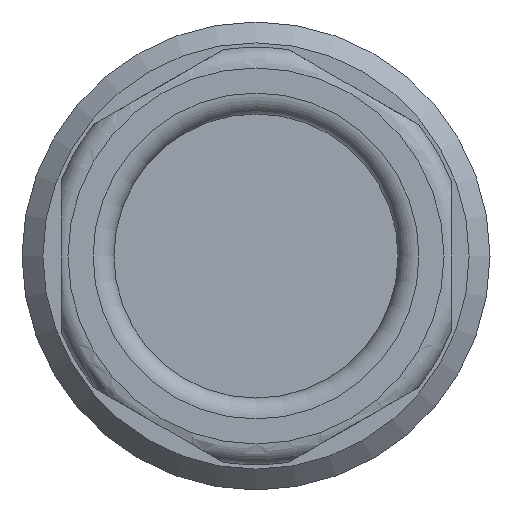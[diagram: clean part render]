
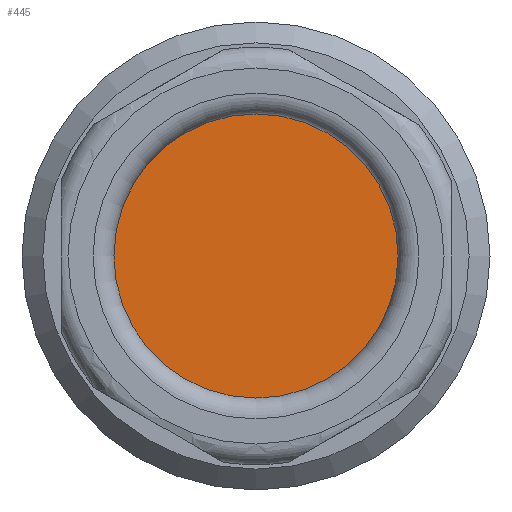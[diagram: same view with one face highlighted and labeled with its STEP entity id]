
A CAD part, left-side view. The second image highlights one B-rep face of the part: STEP entity #445.
In plain terms, the highlighted planar face has unit normal (-1, 0, 0).
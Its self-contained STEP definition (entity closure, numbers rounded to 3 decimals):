
#91=CIRCLE('',#4727,5.1);
#445=ADVANCED_FACE('',(#884),#652,.F.);
#652=PLANE('',#4728);
#884=FACE_OUTER_BOUND('',#1156,.T.);
#1156=EDGE_LOOP('',(#2921));
#2921=ORIENTED_EDGE('',*,*,#4099,.F.);
#3451=VERTEX_POINT('',#10283);
#4099=EDGE_CURVE('',#3451,#3451,#91,.T.);
#4727=AXIS2_PLACEMENT_3D('',#10282,#5444,#5445);
#4728=AXIS2_PLACEMENT_3D('',#10284,#5446,#5447);
#5444=DIRECTION('',(1.,0.,0.));
#5445=DIRECTION('',(0.,-1.,0.));
#5446=DIRECTION('',(1.,0.,0.));
#5447=DIRECTION('',(0.,0.5,0.866));
#10282=CARTESIAN_POINT('',(-7.899,0.,0.));
#10283=CARTESIAN_POINT('',(-7.899,-5.1,0.));
#10284=CARTESIAN_POINT('',(-7.899,0.,0.));
